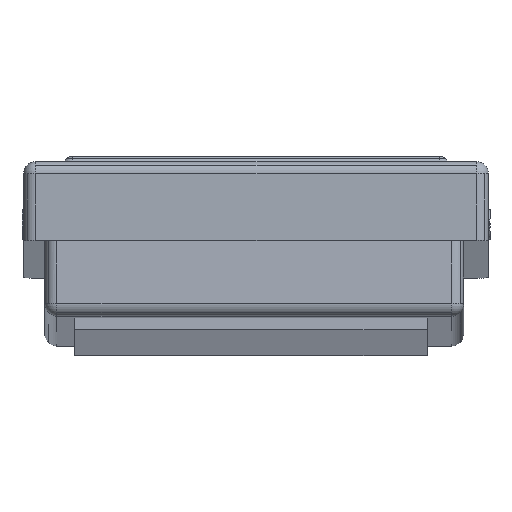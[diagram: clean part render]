
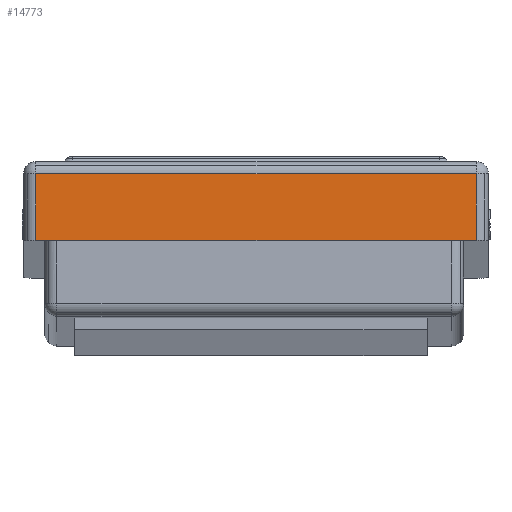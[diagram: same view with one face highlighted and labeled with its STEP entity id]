
A CAD part, front view. The second image highlights one B-rep face of the part: STEP entity #14773.
In plain terms, the highlighted face is planar.
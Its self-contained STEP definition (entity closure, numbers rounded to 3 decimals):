
#8228=CARTESIAN_POINT('',(-36.25,-51.85,-4.3));
#8229=VERTEX_POINT('',#8228);
#8237=CARTESIAN_POINT('',(-36.25,-51.85,6.7));
#8238=VERTEX_POINT('',#8237);
#8239=CARTESIAN_POINT('',(-36.25,-51.85,-4.3));
#8240=DIRECTION('',(0.0,0.0,1.0));
#8241=VECTOR('',#8240,11.);
#8242=LINE('',#8239,#8241);
#8243=EDGE_CURVE('',#8229,#8238,#8242,.T.);
#8500=CARTESIAN_POINT('',(36.25,-51.85,6.7));
#8501=VERTEX_POINT('',#8500);
#8635=CARTESIAN_POINT('',(-36.25,-51.85,6.7));
#8636=DIRECTION('',(1.0,0.0,0.0));
#8637=VECTOR('',#8636,72.5);
#8638=LINE('',#8635,#8637);
#8639=EDGE_CURVE('',#8238,#8501,#8638,.T.);
#8682=CARTESIAN_POINT('',(36.25,-51.85,-4.3));
#8683=VERTEX_POINT('',#8682);
#8684=CARTESIAN_POINT('',(36.25,-51.85,6.7));
#8685=DIRECTION('',(0.0,0.0,-1.0));
#8686=VECTOR('',#8685,11.);
#8687=LINE('',#8684,#8686);
#8688=EDGE_CURVE('',#8501,#8683,#8687,.T.);
#14715=CARTESIAN_POINT('',(-36.25,-51.85,-4.3));
#14716=DIRECTION('',(1.0,0.0,0.0));
#14717=VECTOR('',#14716,72.5);
#14718=LINE('',#14715,#14717);
#14719=EDGE_CURVE('',#8229,#8683,#14718,.T.);
#14762=CARTESIAN_POINT('',(38.25,-51.85,-8.7));
#14763=DIRECTION('',(0.0,-1.0,0.0));
#14764=DIRECTION('',(0.0,0.0,-1.0));
#14765=AXIS2_PLACEMENT_3D('',#14762,#14763,#14764);
#14766=PLANE('',#14765);
#14767=ORIENTED_EDGE('',*,*,#8243,.F.);
#14768=ORIENTED_EDGE('',*,*,#14719,.T.);
#14769=ORIENTED_EDGE('',*,*,#8688,.F.);
#14770=ORIENTED_EDGE('',*,*,#8639,.F.);
#14771=EDGE_LOOP('',(#14767,#14768,#14769,#14770));
#14772=FACE_OUTER_BOUND('',#14771,.T.);
#14773=ADVANCED_FACE('',(#14772),#14766,.T.);
